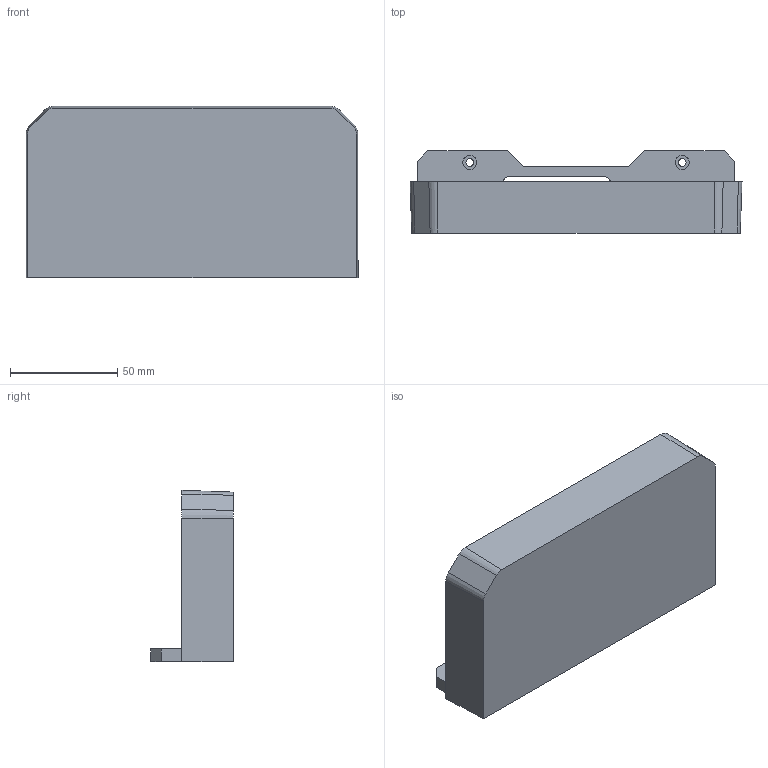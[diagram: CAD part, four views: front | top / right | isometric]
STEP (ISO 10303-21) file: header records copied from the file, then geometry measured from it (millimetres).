
FILE_DESCRIPTION( ( '' ), ' ' );
FILE_NAME( '5e45fe01c15f6115a7492140.step', '2020-02-14T01:55:14', ( '' ), ( '' ), ' ', ' ', ' ' );
FILE_SCHEMA( ( 'AUTOMOTIVE_DESIGN { 1 0 10303 214 1 1 1 1 }' ) );
Length unit declared in the file: metre
Products named in the file (1): Control panel
Bounding box: 154.68 x 38.5 x 79.84 mm (x, y, z)
Volume: 294273.4 mm3; surface area: 39410.1 mm2
Topology: 1 solids, 1 shells, 37 faces, 104 edges, 70 vertices
Faces by surface type: plane 25, cylinder 8, cone 4
Full cylindrical faces by diameter (mm): 3.5 x2, 6.5 x2
Entity records: 1486 total; most frequent: CARTESIAN_POINT 204, DIRECTION 200, ORIENTED_EDGE 196, EDGE_CURVE 98, LINE 72, VECTOR 72, VERTEX_POINT 68, AXIS2_PLACEMENT_3D 64
